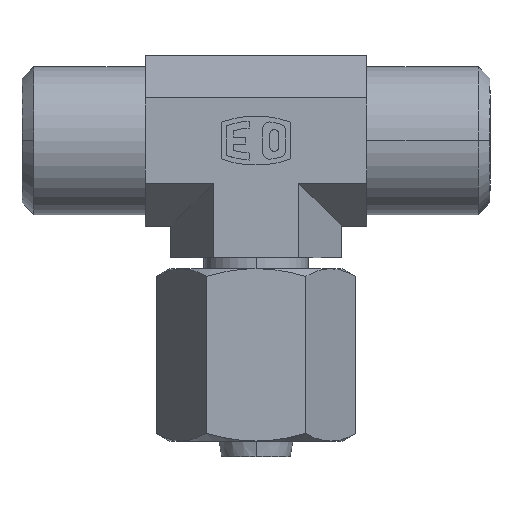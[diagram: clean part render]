
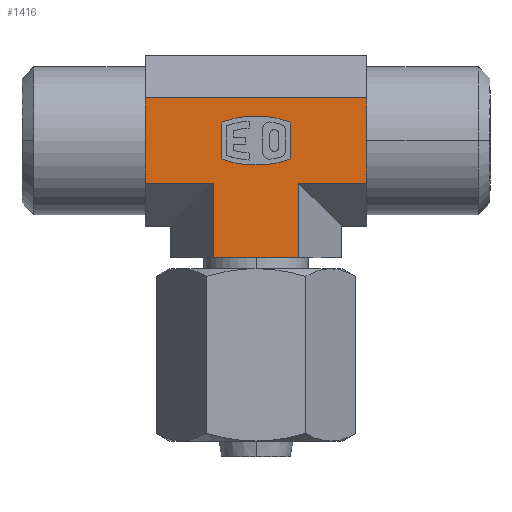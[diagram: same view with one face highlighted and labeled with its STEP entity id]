
A CAD part, top view. The second image highlights one B-rep face of the part: STEP entity #1416.
In plain terms, the highlighted planar face has unit normal (0, 0, 1).
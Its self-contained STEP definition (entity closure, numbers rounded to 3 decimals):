
#73 = CARTESIAN_POINT ( 'NONE',  ( 9., 0., 6. ) ) ;
#75 = ORIENTED_EDGE ( 'NONE', *, *, #3969, .T. ) ;
#115 = CARTESIAN_POINT ( 'NONE',  ( 2.8, 1.494, 6. ) ) ;
#125 = CARTESIAN_POINT ( 'NONE',  ( 9., 0., 6. ) ) ;
#187 = VERTEX_POINT ( 'NONE', #1764 ) ;
#201 = CARTESIAN_POINT ( 'NONE',  ( -9., 0., 6. ) ) ;
#230 = CARTESIAN_POINT ( 'NONE',  ( 0., -9.5, 6. ) ) ;
#291 = DIRECTION ( 'NONE',  ( 0., 1., 0. ) ) ;
#293 = EDGE_CURVE ( 'NONE', #3696, #2134, #1081, .T. ) ;
#297 = VECTOR ( 'NONE', #1849, 1000. ) ;
#309 = DIRECTION ( 'NONE',  ( 1., 0., 0. ) ) ;
#355 = ORIENTED_EDGE ( 'NONE', *, *, #2061, .T. ) ;
#377 = ORIENTED_EDGE ( 'NONE', *, *, #469, .T. ) ;
#383 = DIRECTION ( 'NONE',  ( 1., 0., 0. ) ) ;
#396 = LINE ( 'NONE', #3366, #297 ) ;
#439 = DIRECTION ( 'NONE',  ( 0., 1., 0. ) ) ;
#469 = EDGE_CURVE ( 'NONE', #962, #1586, #396, .T. ) ;
#486 = CIRCLE ( 'NONE', #2599, 8. ) ;
#499 = AXIS2_PLACEMENT_3D ( 'NONE', #2399, #3709, #309 ) ;
#516 = VERTEX_POINT ( 'NONE', #2379 ) ;
#581 = ORIENTED_EDGE ( 'NONE', *, *, #1479, .T. ) ;
#601 = DIRECTION ( 'NONE',  ( 0., 1., 0. ) ) ;
#624 = CARTESIAN_POINT ( 'NONE',  ( 9., 0., 6. ) ) ;
#657 = EDGE_CURVE ( 'NONE', #2201, #2529, #1851, .T. ) ;
#739 = CARTESIAN_POINT ( 'NONE',  ( 3.464, -9.5, 6. ) ) ;
#783 = EDGE_CURVE ( 'NONE', #1586, #1782, #2243, .T. ) ;
#818 = FACE_OUTER_BOUND ( 'NONE', #2292, .T. ) ;
#819 = VECTOR ( 'NONE', #833, 1000. ) ;
#833 = DIRECTION ( 'NONE',  ( 0., -1., 0. ) ) ;
#856 = CARTESIAN_POINT ( 'NONE',  ( 0., 6., 6. ) ) ;
#877 = DIRECTION ( 'NONE',  ( 0., -1., 0. ) ) ;
#907 = DIRECTION ( 'NONE',  ( 0., 0., -1. ) ) ;
#923 = CARTESIAN_POINT ( 'NONE',  ( -9., 3.464, 6. ) ) ;
#948 = CARTESIAN_POINT ( 'NONE',  ( -3.464, -3.464, 6. ) ) ;
#957 = LINE ( 'NONE', #201, #819 ) ;
#962 = VERTEX_POINT ( 'NONE', #115 ) ;
#984 = ORIENTED_EDGE ( 'NONE', *, *, #1799, .T. ) ;
#1027 = ORIENTED_EDGE ( 'NONE', *, *, #657, .T. ) ;
#1067 = VERTEX_POINT ( 'NONE', #1686 ) ;
#1072 = ORIENTED_EDGE ( 'NONE', *, *, #1140, .T. ) ;
#1081 = LINE ( 'NONE', #2706, #1132 ) ;
#1132 = VECTOR ( 'NONE', #1294, 1000. ) ;
#1140 = EDGE_CURVE ( 'NONE', #1541, #516, #957, .T. ) ;
#1159 = DIRECTION ( 'NONE',  ( 1., 0., 0. ) ) ;
#1176 = CARTESIAN_POINT ( 'NONE',  ( -9., 0., 6. ) ) ;
#1239 = CARTESIAN_POINT ( 'NONE',  ( -3.464, 0., 6. ) ) ;
#1294 = DIRECTION ( 'NONE',  ( 0., 1., 0. ) ) ;
#1329 = ORIENTED_EDGE ( 'NONE', *, *, #3334, .T. ) ;
#1374 = LINE ( 'NONE', #3789, #1688 ) ;
#1409 = ORIENTED_EDGE ( 'NONE', *, *, #783, .T. ) ;
#1413 = CARTESIAN_POINT ( 'NONE',  ( -2.8, 1.494, 6. ) ) ;
#1416 = ADVANCED_FACE ( 'NONE', ( #818, #3181 ), #2417, .T. ) ;
#1470 = CARTESIAN_POINT ( 'NONE',  ( 0., -6., 6. ) ) ;
#1479 = EDGE_CURVE ( 'NONE', #2209, #962, #486, .T. ) ;
#1522 = DIRECTION ( 'NONE',  ( 0., 0., -1. ) ) ;
#1541 = VERTEX_POINT ( 'NONE', #923 ) ;
#1586 = VERTEX_POINT ( 'NONE', #3592 ) ;
#1686 = CARTESIAN_POINT ( 'NONE',  ( 9., 3.464, 6. ) ) ;
#1688 = VECTOR ( 'NONE', #439, 1000. ) ;
#1736 = LINE ( 'NONE', #2440, #2128 ) ;
#1745 = DIRECTION ( 'NONE',  ( 1., 0., 0. ) ) ;
#1764 = CARTESIAN_POINT ( 'NONE',  ( -3.464, -9.5, 6. ) ) ;
#1782 = VERTEX_POINT ( 'NONE', #1840 ) ;
#1799 = EDGE_CURVE ( 'NONE', #2529, #187, #3006, .T. ) ;
#1840 = CARTESIAN_POINT ( 'NONE',  ( -2.8, -1.494, 6. ) ) ;
#1849 = DIRECTION ( 'NONE',  ( 0., -1., 0. ) ) ;
#1851 = LINE ( 'NONE', #948, #1932 ) ;
#1932 = VECTOR ( 'NONE', #383, 1000. ) ;
#1940 = CARTESIAN_POINT ( 'NONE',  ( 9., -3.464, 6. ) ) ;
#1966 = EDGE_CURVE ( 'NONE', #1782, #2209, #1374, .T. ) ;
#1971 = VECTOR ( 'NONE', #2015, 1000. ) ;
#2000 = EDGE_LOOP ( 'NONE', ( #3617, #581, #377, #1409 ) ) ;
#2015 = DIRECTION ( 'NONE',  ( 1., 0., 0. ) ) ;
#2024 = LINE ( 'NONE', #230, #1971 ) ;
#2061 = EDGE_CURVE ( 'NONE', #2134, #2922, #1736, .T. ) ;
#2128 = VECTOR ( 'NONE', #2474, 1000. ) ;
#2134 = VERTEX_POINT ( 'NONE', #2811 ) ;
#2201 = VERTEX_POINT ( 'NONE', #2672 ) ;
#2209 = VERTEX_POINT ( 'NONE', #1413 ) ;
#2243 = CIRCLE ( 'NONE', #3852, 8. ) ;
#2252 = ORIENTED_EDGE ( 'NONE', *, *, #3314, .T. ) ;
#2292 = EDGE_LOOP ( 'NONE', ( #1329, #1027, #984, #75, #3205, #355, #2252, #3294, #2507, #1072 ) ) ;
#2356 = VECTOR ( 'NONE', #601, 1000. ) ;
#2371 = LINE ( 'NONE', #624, #2356 ) ;
#2379 = CARTESIAN_POINT ( 'NONE',  ( -9., 0., 6. ) ) ;
#2381 = VERTEX_POINT ( 'NONE', #73 ) ;
#2399 = CARTESIAN_POINT ( 'NONE',  ( -3.464, 0., 6. ) ) ;
#2417 = PLANE ( 'NONE',  #499 ) ;
#2440 = CARTESIAN_POINT ( 'NONE',  ( -3.464, -3.464, 6. ) ) ;
#2474 = DIRECTION ( 'NONE',  ( 1., 0., 0. ) ) ;
#2507 = ORIENTED_EDGE ( 'NONE', *, *, #2937, .T. ) ;
#2529 = VERTEX_POINT ( 'NONE', #2932 ) ;
#2599 = AXIS2_PLACEMENT_3D ( 'NONE', #1470, #1522, #1745 ) ;
#2672 = CARTESIAN_POINT ( 'NONE',  ( -9., -3.464, 6. ) ) ;
#2706 = CARTESIAN_POINT ( 'NONE',  ( 3.464, 0., 6. ) ) ;
#2811 = CARTESIAN_POINT ( 'NONE',  ( 3.464, -3.464, 6. ) ) ;
#2852 = LINE ( 'NONE', #1176, #2905 ) ;
#2889 = VECTOR ( 'NONE', #291, 1000. ) ;
#2897 = LINE ( 'NONE', #125, #2889 ) ;
#2905 = VECTOR ( 'NONE', #3072, 1000. ) ;
#2922 = VERTEX_POINT ( 'NONE', #1940 ) ;
#2932 = CARTESIAN_POINT ( 'NONE',  ( -3.464, -3.464, 6. ) ) ;
#2937 = EDGE_CURVE ( 'NONE', #1067, #1541, #3392, .T. ) ;
#2988 = DIRECTION ( 'NONE',  ( -1., 0., 0. ) ) ;
#3006 = LINE ( 'NONE', #1239, #3065 ) ;
#3065 = VECTOR ( 'NONE', #877, 1000. ) ;
#3072 = DIRECTION ( 'NONE',  ( 0., -1., 0. ) ) ;
#3181 = FACE_BOUND ( 'NONE', #2000, .T. ) ;
#3205 = ORIENTED_EDGE ( 'NONE', *, *, #293, .T. ) ;
#3294 = ORIENTED_EDGE ( 'NONE', *, *, #3707, .T. ) ;
#3314 = EDGE_CURVE ( 'NONE', #2922, #2381, #2897, .T. ) ;
#3334 = EDGE_CURVE ( 'NONE', #516, #2201, #2852, .T. ) ;
#3366 = CARTESIAN_POINT ( 'NONE',  ( 2.8, 0., 6. ) ) ;
#3391 = VECTOR ( 'NONE', #2988, 1000. ) ;
#3392 = LINE ( 'NONE', #3901, #3391 ) ;
#3592 = CARTESIAN_POINT ( 'NONE',  ( 2.8, -1.494, 6. ) ) ;
#3617 = ORIENTED_EDGE ( 'NONE', *, *, #1966, .T. ) ;
#3696 = VERTEX_POINT ( 'NONE', #739 ) ;
#3707 = EDGE_CURVE ( 'NONE', #2381, #1067, #2371, .T. ) ;
#3709 = DIRECTION ( 'NONE',  ( 0., 0., 1. ) ) ;
#3789 = CARTESIAN_POINT ( 'NONE',  ( -2.8, 0., 6. ) ) ;
#3852 = AXIS2_PLACEMENT_3D ( 'NONE', #856, #907, #1159 ) ;
#3901 = CARTESIAN_POINT ( 'NONE',  ( -3.464, 3.464, 6. ) ) ;
#3969 = EDGE_CURVE ( 'NONE', #187, #3696, #2024, .T. ) ;
